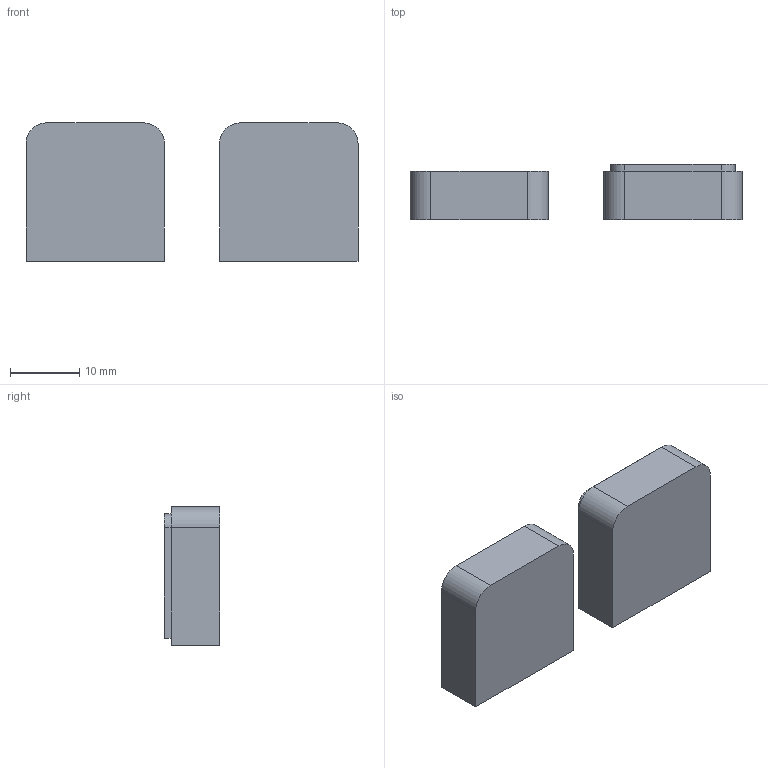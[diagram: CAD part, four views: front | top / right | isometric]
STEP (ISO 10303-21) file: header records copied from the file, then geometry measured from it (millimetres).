
FILE_DESCRIPTION(/* description */ (''),/* implementation_level */ '2;1');
FILE_NAME(/* name */ 'TestBoxJoint.step',/* time_stamp */ '2017-06-15T23:45:16+02:00',/* author */ (''),/* organization */ (''),/* preprocessor_version */ 'ST-DEVELOPER v16.13',/* originating_system */ 'Autodesk Translation Framework v6.1.1.50',/* authorisation */ '');
FILE_SCHEMA (('AUTOMOTIVE_DESIGN { 1 0 10303 214 3 1 1 }'));
Length unit declared in the file: millimetre
Products named in the file (1): TestBoxAndCover v2
Bounding box: 48 x 8 x 20 mm (x, y, z)
Volume: 3024.5 mm3; surface area: 3423.3 mm2
Topology: 2 solids, 2 shells, 44 faces, 108 edges, 72 vertices
Faces by surface type: plane 32, cylinder 12
Entity records: 1317 total; most frequent: CARTESIAN_POINT 225, DIRECTION 222, ORIENTED_EDGE 216, EDGE_CURVE 108, LINE 84, VECTOR 84, VERTEX_POINT 72, AXIS2_PLACEMENT_3D 69
